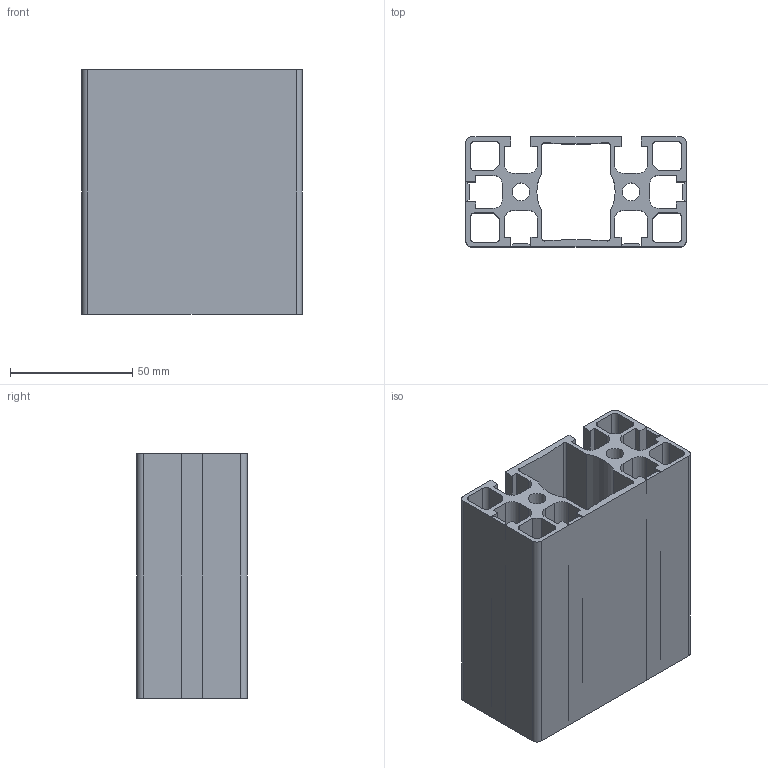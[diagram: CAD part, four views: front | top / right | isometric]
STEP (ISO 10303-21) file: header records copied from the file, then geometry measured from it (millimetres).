
FILE_DESCRIPTION(/* description */ ('Profil aluminiowy 45x90mm (2 rowki, Rowek 8)'),/* implementation_level */ '2;1');
FILE_NAME(/* name */ '124592.stp',/* time_stamp */ '2023-11-15T11:54:13+01:00',/* author */ ('aluteckkpl_kk'),/* organization */ (''),/* preprocessor_version */ 'ST-DEVELOPER v18.1',/* originating_system */ 'Autodesk Inventor 2021',/* authorisation */ '');
FILE_SCHEMA (('AUTOMOTIVE_DESIGN { 1 0 10303 214 3 1 1 }'));
Length unit declared in the file: millimetre
Products named in the file (1): 124592
Bounding box: 90 x 45 x 100 mm (x, y, z)
Volume: 124269.2 mm3; surface area: 94168.7 mm2
Topology: 1 solids, 1 shells, 124 faces, 366 edges, 244 vertices
Faces by surface type: plane 86, cylinder 38
Full cylindrical faces by diameter (mm): 7.2 x2
Entity records: 4211 total; most frequent: CARTESIAN_POINT 735, ORIENTED_EDGE 732, DIRECTION 692, EDGE_CURVE 366, LINE 290, VECTOR 290, VERTEX_POINT 244, AXIS2_PLACEMENT_3D 201
